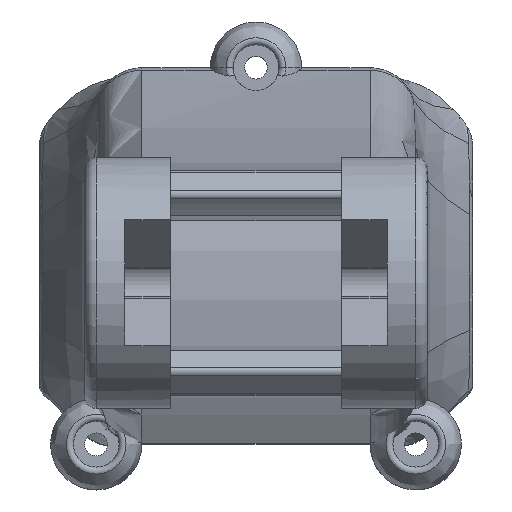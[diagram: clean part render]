
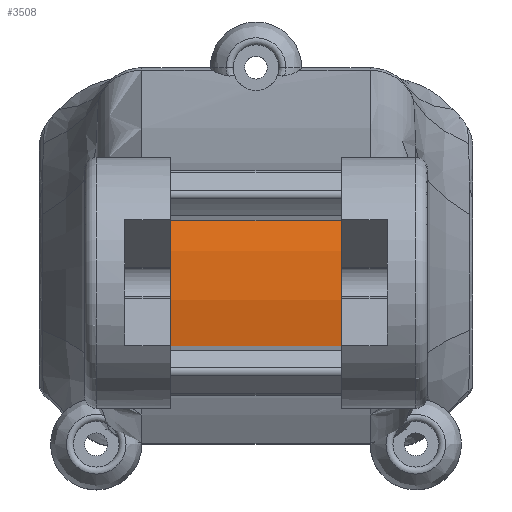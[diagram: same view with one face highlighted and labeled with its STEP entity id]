
A CAD part, top view. The second image highlights one B-rep face of the part: STEP entity #3508.
In plain terms, the highlighted cylindrical face has radius 13.5 mm (diameter 27 mm), a partial arc.
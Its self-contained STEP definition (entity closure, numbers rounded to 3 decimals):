
#197=B_SPLINE_CURVE_WITH_KNOTS('',3,(#7807,#7808,#7809,#7810,#7811,#7812,
#7813,#7814),.UNSPECIFIED.,.F.,.F.,(4,2,2,4),(0.907,0.938,
1.048,1.159),.UNSPECIFIED.);
#198=B_SPLINE_CURVE_WITH_KNOTS('',3,(#7816,#7817,#7818,#7819,#7820,#7821,
#7822,#7823),.UNSPECIFIED.,.F.,.F.,(4,2,2,4),(0.907,0.938,
1.048,1.159),.UNSPECIFIED.);
#399=LINE('',#7788,#550);
#403=LINE('',#7805,#554);
#404=LINE('',#7825,#555);
#550=VECTOR('',#4791,10.);
#554=VECTOR('',#4805,10.);
#555=VECTOR('',#4806,10.);
#640=CYLINDRICAL_SURFACE('',#3912,13.5);
#845=FACE_OUTER_BOUND('',#1059,.T.);
#1059=EDGE_LOOP('',(#3139,#3140,#3141,#3142,#3143,#3144,#3145));
#1315=CIRCLE('',#3906,13.5);
#1318=CIRCLE('',#3913,13.5);
#1636=VERTEX_POINT('',#7771);
#1642=VERTEX_POINT('',#7783);
#1643=VERTEX_POINT('',#7787);
#1647=VERTEX_POINT('',#7804);
#1648=VERTEX_POINT('',#7806);
#1649=VERTEX_POINT('',#7815);
#1650=VERTEX_POINT('',#7824);
#2154=EDGE_CURVE('',#1636,#1642,#1315,.F.);
#2155=EDGE_CURVE('',#1642,#1643,#399,.T.);
#2162=EDGE_CURVE('',#1636,#1647,#403,.T.);
#2163=EDGE_CURVE('',#1643,#1648,#197,.T.);
#2164=EDGE_CURVE('',#1649,#1648,#198,.T.);
#2165=EDGE_CURVE('',#1650,#1649,#404,.T.);
#2166=EDGE_CURVE('',#1647,#1650,#1318,.F.);
#3139=ORIENTED_EDGE('',*,*,#2162,.F.);
#3140=ORIENTED_EDGE('',*,*,#2154,.T.);
#3141=ORIENTED_EDGE('',*,*,#2155,.T.);
#3142=ORIENTED_EDGE('',*,*,#2163,.T.);
#3143=ORIENTED_EDGE('',*,*,#2164,.F.);
#3144=ORIENTED_EDGE('',*,*,#2165,.F.);
#3145=ORIENTED_EDGE('',*,*,#2166,.F.);
#3508=ADVANCED_FACE('',(#845),#640,.T.);
#3906=AXIS2_PLACEMENT_3D('',#7785,#4787,#4788);
#3912=AXIS2_PLACEMENT_3D('',#7803,#4803,#4804);
#3913=AXIS2_PLACEMENT_3D('',#7826,#4807,#4808);
#4787=DIRECTION('center_axis',(1.,0.,0.));
#4788=DIRECTION('ref_axis',(0.,1.,0.));
#4791=DIRECTION('',(-1.,0.,0.));
#4803=DIRECTION('center_axis',(1.,0.,0.));
#4804=DIRECTION('ref_axis',(0.,1.,0.));
#4805=DIRECTION('',(-1.,0.,0.));
#4806=DIRECTION('',(1.,0.,0.));
#4807=DIRECTION('center_axis',(1.,0.,0.));
#4808=DIRECTION('ref_axis',(0.,1.,0.));
#7771=CARTESIAN_POINT('',(5.,-4.86,12.595));
#7783=CARTESIAN_POINT('',(5.,7.494,11.229));
#7785=CARTESIAN_POINT('Origin',(5.,0.,0.));
#7787=CARTESIAN_POINT('',(2.231,7.494,11.229));
#7788=CARTESIAN_POINT('',(0.,7.494,11.229));
#7803=CARTESIAN_POINT('Origin',(0.,0.,0.));
#7804=CARTESIAN_POINT('',(-5.,-4.86,12.595));
#7805=CARTESIAN_POINT('',(0.,-4.86,12.595));
#7806=CARTESIAN_POINT('',(0.,6.5,11.832));
#7807=CARTESIAN_POINT('Ctrl Pts',(2.231,7.494,11.229));
#7808=CARTESIAN_POINT('Ctrl Pts',(2.168,7.424,11.275));
#7809=CARTESIAN_POINT('Ctrl Pts',(2.102,7.357,11.319));
#7810=CARTESIAN_POINT('Ctrl Pts',(1.784,7.064,11.507));
#7811=CARTESIAN_POINT('Ctrl Pts',(1.466,6.855,11.631));
#7812=CARTESIAN_POINT('Ctrl Pts',(0.758,6.572,11.793));
#7813=CARTESIAN_POINT('Ctrl Pts',(0.368,6.5,11.832));
#7814=CARTESIAN_POINT('Ctrl Pts',(0.,6.5,11.832));
#7815=CARTESIAN_POINT('',(-2.231,7.494,11.229));
#7816=CARTESIAN_POINT('Ctrl Pts',(-2.231,7.494,11.229));
#7817=CARTESIAN_POINT('Ctrl Pts',(-2.168,7.424,11.275));
#7818=CARTESIAN_POINT('Ctrl Pts',(-2.102,7.357,11.319));
#7819=CARTESIAN_POINT('Ctrl Pts',(-1.784,7.064,11.507));
#7820=CARTESIAN_POINT('Ctrl Pts',(-1.466,6.855,11.631));
#7821=CARTESIAN_POINT('Ctrl Pts',(-0.758,6.572,11.793));
#7822=CARTESIAN_POINT('Ctrl Pts',(-0.368,6.5,11.832));
#7823=CARTESIAN_POINT('Ctrl Pts',(0.,6.5,11.832));
#7824=CARTESIAN_POINT('',(-5.,7.494,11.229));
#7825=CARTESIAN_POINT('',(0.,7.494,11.229));
#7826=CARTESIAN_POINT('Origin',(-5.,0.,0.));
